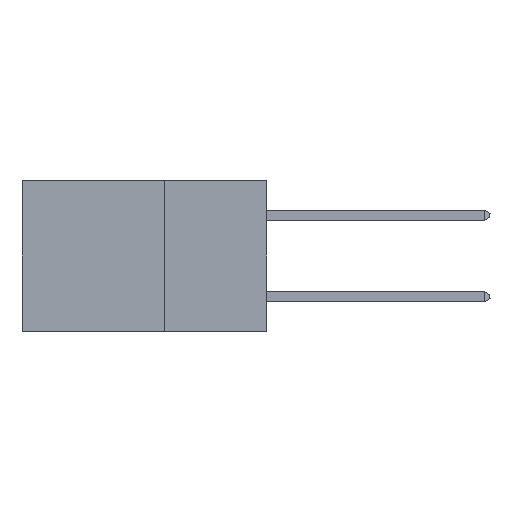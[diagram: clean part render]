
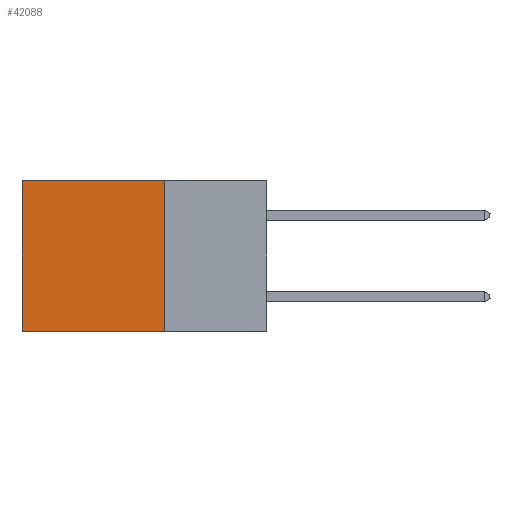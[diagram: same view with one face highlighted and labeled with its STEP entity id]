
A CAD part, left-side view. The second image highlights one B-rep face of the part: STEP entity #42088.
In plain terms, the highlighted planar face has unit normal (-1, 0, 0).
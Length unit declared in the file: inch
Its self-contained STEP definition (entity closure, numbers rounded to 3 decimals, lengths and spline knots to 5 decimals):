
#3325 = CARTESIAN_POINT ( 'NONE',  ( 0.2875, 0.25, 0. ) ) ;
#3361 = EDGE_CURVE ( 'NONE', #4230, #15421, #21750, .T. ) ;
#4230 = VERTEX_POINT ( 'NONE', #45941 ) ;
#5710 = DIRECTION ( 'NONE',  ( 0., 0., -1. ) ) ;
#6401 = LINE ( 'NONE', #27881, #8152 ) ;
#8152 = VECTOR ( 'NONE', #5710, 39.37008 ) ;
#10427 = LINE ( 'NONE', #11454, #13284 ) ;
#11454 = CARTESIAN_POINT ( 'NONE',  ( 0.2875, 0.25, -0.37 ) ) ;
#12567 = ORIENTED_EDGE ( 'NONE', *, *, #45136, .T. ) ;
#12655 = EDGE_CURVE ( 'NONE', #25997, #37833, #6401, .T. ) ;
#13031 = EDGE_CURVE ( 'NONE', #15421, #37833, #10427, .T. ) ;
#13165 = DIRECTION ( 'NONE',  ( 0., 1., 0. ) ) ;
#13248 = FACE_OUTER_BOUND ( 'NONE', #24986, .T. ) ;
#13284 = VECTOR ( 'NONE', #29764, 39.37008 ) ;
#15421 = VERTEX_POINT ( 'NONE', #23309 ) ;
#16463 = LINE ( 'NONE', #35296, #46541 ) ;
#17326 = ORIENTED_EDGE ( 'NONE', *, *, #12655, .T. ) ;
#18198 = ORIENTED_EDGE ( 'NONE', *, *, #13031, .F. ) ;
#21750 = LINE ( 'NONE', #3325, #25246 ) ;
#23309 = CARTESIAN_POINT ( 'NONE',  ( 0.2875, 0.25, -0.37 ) ) ;
#23985 = CARTESIAN_POINT ( 'NONE',  ( 0.2875, 0.6, 0. ) ) ;
#24986 = EDGE_LOOP ( 'NONE', ( #17326, #18198, #25641, #12567 ) ) ;
#25246 = VECTOR ( 'NONE', #38828, 39.37008 ) ;
#25641 = ORIENTED_EDGE ( 'NONE', *, *, #3361, .F. ) ;
#25997 = VERTEX_POINT ( 'NONE', #23985 ) ;
#27881 = CARTESIAN_POINT ( 'NONE',  ( 0.2875, 0.6, 0. ) ) ;
#29764 = DIRECTION ( 'NONE',  ( 0., 1., 0. ) ) ;
#32227 = CARTESIAN_POINT ( 'NONE',  ( 0.2875, 0.25, 0. ) ) ;
#32378 = PLANE ( 'NONE',  #40391 ) ;
#32855 = DIRECTION ( 'NONE',  ( 1., 0., 0. ) ) ;
#35296 = CARTESIAN_POINT ( 'NONE',  ( 0.2875, 0.25, 0. ) ) ;
#36251 = DIRECTION ( 'NONE',  ( 0., 0., -1. ) ) ;
#36846 = CARTESIAN_POINT ( 'NONE',  ( 0.2875, 0.6, -0.37 ) ) ;
#37833 = VERTEX_POINT ( 'NONE', #36846 ) ;
#38828 = DIRECTION ( 'NONE',  ( 0., 0., -1. ) ) ;
#40391 = AXIS2_PLACEMENT_3D ( 'NONE', #32227, #32855, #36251 ) ;
#42088 = ADVANCED_FACE ( 'NONE', ( #13248 ), #32378, .F. ) ;
#45136 = EDGE_CURVE ( 'NONE', #4230, #25997, #16463, .T. ) ;
#45941 = CARTESIAN_POINT ( 'NONE',  ( 0.2875, 0.25, 0. ) ) ;
#46541 = VECTOR ( 'NONE', #13165, 39.37008 ) ;
